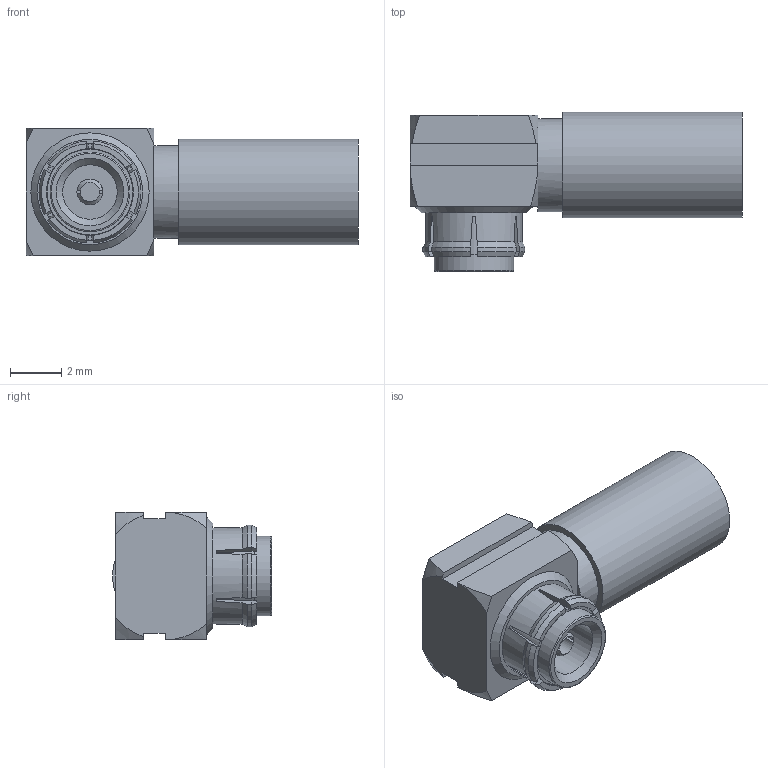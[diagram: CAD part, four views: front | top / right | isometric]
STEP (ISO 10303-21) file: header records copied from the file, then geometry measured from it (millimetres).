
FILE_DESCRIPTION (( 'STEP AP203' ), '1' );
FILE_NAME ('PE45254.step', '2020-04-16T19:11:44', ( '' ), ( '' ), 'SwSTEP 2.0', 'SolidWorks 2018', '' );
FILE_SCHEMA (( 'CONFIG_CONTROL_DESIGN' ));
Length unit declared in the file: inch
Products named in the file (1): PE45254
Bounding box: 12.98 x 6.22 x 5 mm (x, y, z)
Volume: 181.7 mm3; surface area: 423.4 mm2
Topology: 2 solids, 2 shells, 122 faces, 304 edges, 196 vertices
Faces by surface type: plane 70, cone 31, cylinder 20, torus 1
Full cylindrical faces by diameter (mm): 0.762 x1, 0.9 x1, 1.016 x1, 1.887 x1, 2.134 x1, 2.6 x1, 3.117 x1, 3.349 x1, 3.362 x1, 3.4 x1, 3.464 x1, 3.628 x1, 3.786 x1, 4.124 x1
Entity records: 3627 total; most frequent: CARTESIAN_POINT 925, ORIENTED_EDGE 560, DIRECTION 512, EDGE_CURVE 280, AXIS2_PLACEMENT_3D 217, VERTEX_POINT 190, EDGE_LOOP 152, FACE_OUTER_BOUND 137
